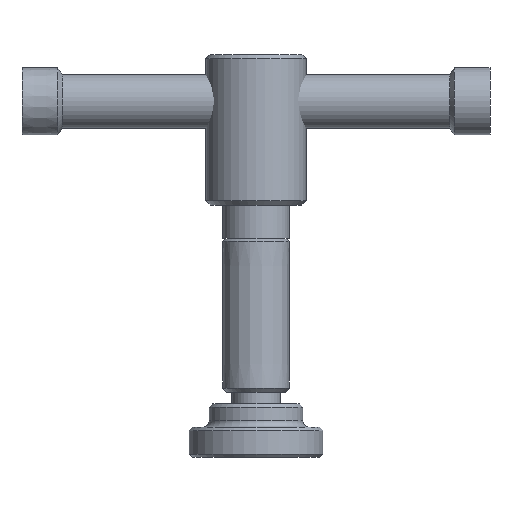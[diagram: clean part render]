
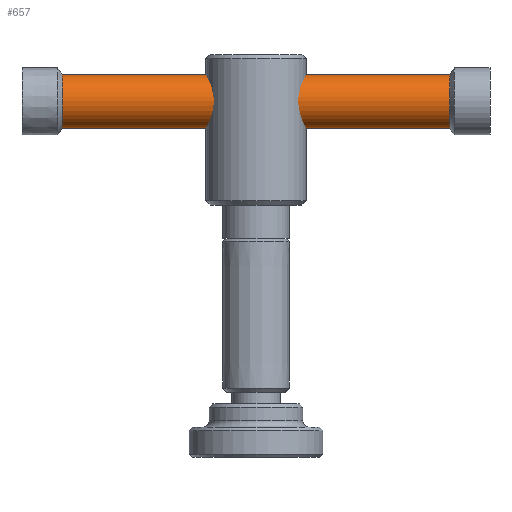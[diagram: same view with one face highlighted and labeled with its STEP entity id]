
A CAD part, front view. The second image highlights one B-rep face of the part: STEP entity #657.
In plain terms, the highlighted cylindrical face has radius 8 mm (diameter 16 mm), a partial arc.
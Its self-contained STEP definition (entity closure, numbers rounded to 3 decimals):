
#355=EDGE_CURVE('',#597,#515,#970,.T.);
#363=EDGE_CURVE('',#719,#551,#978,.T.);
#495=EDGE_CURVE('',#719,#597,#1129,.T.);
#515=VERTEX_POINT('',#1150);
#551=VERTEX_POINT('',#1191);
#597=VERTEX_POINT('',#1244);
#649=EDGE_CURVE('',#515,#551,#1301,.T.);
#657=ADVANCED_FACE('',(#1312),#1313,.T.);
#719=VERTEX_POINT('',#1383);
#970=CIRCLE('',#1663,8.);
#978=CIRCLE('',#1675,8.);
#1129=LINE('',#1874,#1875);
#1150=CARTESIAN_POINT('',(58.0,0.,98.5));
#1191=CARTESIAN_POINT('',(-58.0,0.,98.5));
#1244=CARTESIAN_POINT('',(58.0,0.0,114.5));
#1301=LINE('',#2087,#2088);
#1312=FACE_OUTER_BOUND('',#2099,.T.);
#1313=CYLINDRICAL_SURFACE('',#2100,8.);
#1383=CARTESIAN_POINT('',(-58.0,0.0,114.5));
#1663=AXIS2_PLACEMENT_3D('',#2533,#2534,#2535);
#1675=AXIS2_PLACEMENT_3D('',#2540,#2541,#2542);
#1874=CARTESIAN_POINT('',(0.0,0.,114.5));
#1875=VECTOR('',#2753,1.0);
#2087=CARTESIAN_POINT('',(0.0,0.,98.5));
#2088=VECTOR('',#2968,1.0);
#2099=EDGE_LOOP('',(#2994,#2995,#2996,#2997));
#2100=AXIS2_PLACEMENT_3D('',#2998,#2999,#3000);
#2533=CARTESIAN_POINT('',(58.0,0.0,106.5));
#2534=DIRECTION('',(1.0,0.0,-0.0));
#2535=DIRECTION('',(0.0,0.0,1.0));
#2540=CARTESIAN_POINT('',(-58.0,0.0,106.5));
#2541=DIRECTION('',(1.0,0.0,-0.0));
#2542=DIRECTION('',(0.0,0.0,1.0));
#2753=DIRECTION('',(1.0,0.0,0.0));
#2968=DIRECTION('',(-1.0,-0.0,-0.0));
#2994=ORIENTED_EDGE('',*,*,#495,.F.);
#2995=ORIENTED_EDGE('',*,*,#363,.T.);
#2996=ORIENTED_EDGE('',*,*,#649,.F.);
#2997=ORIENTED_EDGE('',*,*,#355,.F.);
#2998=CARTESIAN_POINT('',(0.0,0.0,106.5));
#2999=DIRECTION('',(-1.0,-0.0,0.0));
#3000=DIRECTION('',(0.0,0.0,1.0));
